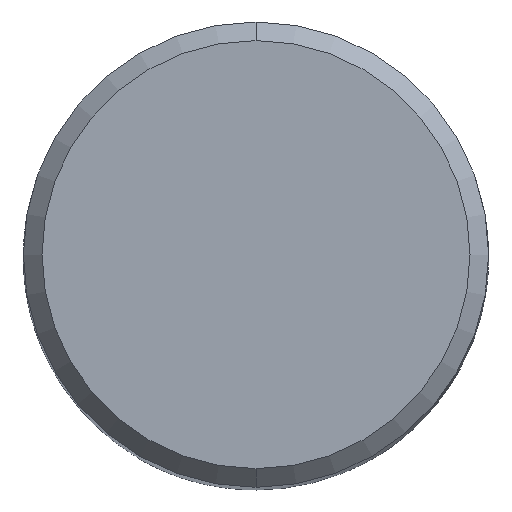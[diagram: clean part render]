
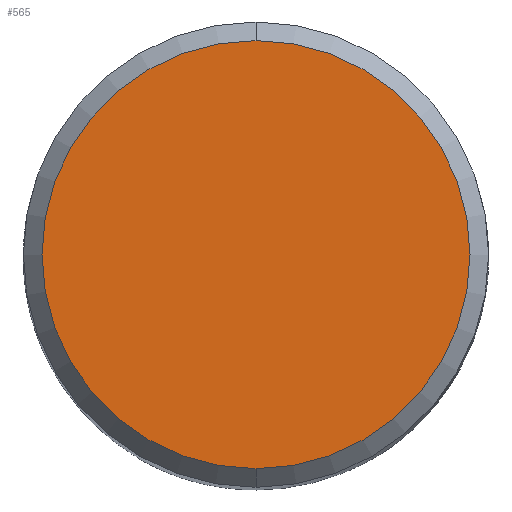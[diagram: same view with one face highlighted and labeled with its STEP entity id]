
A CAD part, top view. The second image highlights one B-rep face of the part: STEP entity #565.
In plain terms, the highlighted planar face has unit normal (0, 0, 1).
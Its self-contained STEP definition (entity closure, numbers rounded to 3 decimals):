
#521=EDGE_CURVE('',#1211,#725,#1422,.T.);
#565=ADVANCED_FACE('',(#1470),#1471,.T.);
#725=VERTEX_POINT('',#1645);
#1211=VERTEX_POINT('',#2168);
#1233=EDGE_CURVE('',#725,#1211,#2191,.T.);
#1422=CIRCLE('',#2472,11.5);
#1470=FACE_OUTER_BOUND('',#2591,.T.);
#1471=PLANE('',#2592);
#1645=CARTESIAN_POINT('',(0.0,11.5,0.0));
#2168=CARTESIAN_POINT('',(0.,-11.5,0.0));
#2191=CIRCLE('',#4757,11.5);
#2472=AXIS2_PLACEMENT_3D('',#5150,#5151,#5152);
#2591=EDGE_LOOP('',(#5189,#5190));
#2592=AXIS2_PLACEMENT_3D('',#5191,#5192,#5193);
#4757=AXIS2_PLACEMENT_3D('',#5819,#5820,#5821);
#5150=CARTESIAN_POINT('',(0.0,0.0,0.0));
#5151=DIRECTION('',(0.0,0.0,-1.0));
#5152=DIRECTION('',(0.0,1.0,0.0));
#5189=ORIENTED_EDGE('',*,*,#1233,.F.);
#5190=ORIENTED_EDGE('',*,*,#521,.F.);
#5191=CARTESIAN_POINT('',(0.0,5.75,0.0));
#5192=DIRECTION('',(-0.0,0.0,1.0));
#5193=DIRECTION('',(0.0,-1.0,0.0));
#5819=CARTESIAN_POINT('',(0.0,0.0,0.0));
#5820=DIRECTION('',(0.0,0.0,-1.0));
#5821=DIRECTION('',(0.0,1.0,0.0));
